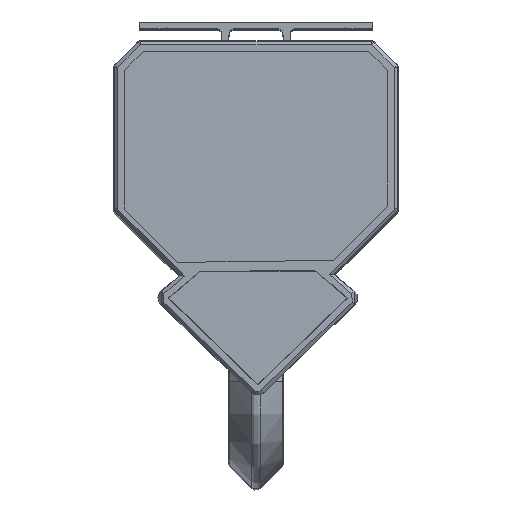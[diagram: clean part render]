
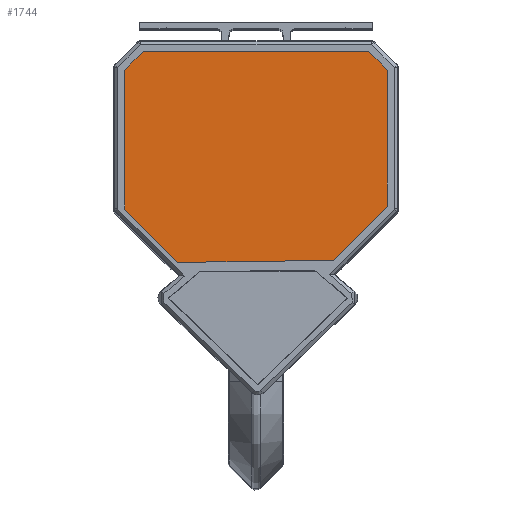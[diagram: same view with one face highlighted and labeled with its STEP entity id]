
A CAD part, top view. The second image highlights one B-rep face of the part: STEP entity #1744.
In plain terms, the highlighted planar face has unit normal (0, 0, 1).
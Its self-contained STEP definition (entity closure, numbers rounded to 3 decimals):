
#1744=ADVANCED_FACE('',(#2854),#2220,.T.);
#2220=PLANE('',#13896);
#2854=FACE_OUTER_BOUND('',#3656,.T.);
#3656=EDGE_LOOP('',(#7195,#7196,#7197,#7198,#7199,#7200,#7201,#7202));
#7195=ORIENTED_EDGE('',*,*,#10206,.T.);
#7196=ORIENTED_EDGE('',*,*,#10210,.T.);
#7197=ORIENTED_EDGE('',*,*,#10213,.T.);
#7198=ORIENTED_EDGE('',*,*,#10216,.T.);
#7199=ORIENTED_EDGE('',*,*,#10219,.T.);
#7200=ORIENTED_EDGE('',*,*,#10222,.T.);
#7201=ORIENTED_EDGE('',*,*,#10225,.T.);
#7202=ORIENTED_EDGE('',*,*,#10228,.T.);
#8430=VERTEX_POINT('',#29017);
#8431=VERTEX_POINT('',#29018);
#8434=VERTEX_POINT('',#29026);
#8436=VERTEX_POINT('',#29032);
#8438=VERTEX_POINT('',#29038);
#8440=VERTEX_POINT('',#29044);
#8442=VERTEX_POINT('',#29050);
#8444=VERTEX_POINT('',#29056);
#10206=EDGE_CURVE('',#8430,#8431,#11497,.T.);
#10210=EDGE_CURVE('',#8431,#8434,#11501,.T.);
#10213=EDGE_CURVE('',#8434,#8436,#11504,.T.);
#10216=EDGE_CURVE('',#8436,#8438,#11507,.T.);
#10219=EDGE_CURVE('',#8438,#8440,#11510,.T.);
#10222=EDGE_CURVE('',#8440,#8442,#11513,.T.);
#10225=EDGE_CURVE('',#8442,#8444,#11516,.T.);
#10228=EDGE_CURVE('',#8444,#8430,#11519,.T.);
#11497=LINE('',#29016,#12767);
#11501=LINE('',#29025,#12771);
#11504=LINE('',#29031,#12774);
#11507=LINE('',#29037,#12777);
#11510=LINE('',#29043,#12780);
#11513=LINE('',#29049,#12783);
#11516=LINE('',#29055,#12786);
#11519=LINE('',#29061,#12789);
#12767=VECTOR('',#17324,1.);
#12771=VECTOR('',#17330,1.);
#12774=VECTOR('',#17335,1.);
#12777=VECTOR('',#17340,1.);
#12780=VECTOR('',#17345,1.);
#12783=VECTOR('',#17350,1.);
#12786=VECTOR('',#17355,1.);
#12789=VECTOR('',#17360,1.);
#13896=AXIS2_PLACEMENT_3D('',#29065,#17366,#17367);
#17324=DIRECTION('',(0.,1.,0.));
#17330=DIRECTION('',(-0.707,0.707,0.));
#17335=DIRECTION('',(-1.,0.,0.));
#17340=DIRECTION('',(-0.707,-0.707,0.));
#17345=DIRECTION('',(0.,-1.,0.));
#17350=DIRECTION('',(0.707,-0.707,0.));
#17355=DIRECTION('',(1.,0.013,0.));
#17360=DIRECTION('',(0.707,0.707,0.));
#17366=DIRECTION('',(0.,0.,1.));
#17367=DIRECTION('',(1.,0.,0.));
#29016=CARTESIAN_POINT('',(483.135,553.247,921.5));
#29017=CARTESIAN_POINT('',(483.135,553.247,921.5));
#29018=CARTESIAN_POINT('',(483.135,586.821,921.5));
#29025=CARTESIAN_POINT('',(483.135,586.821,921.5));
#29026=CARTESIAN_POINT('',(478.497,591.459,921.5));
#29031=CARTESIAN_POINT('',(478.497,591.459,921.5));
#29032=CARTESIAN_POINT('',(422.823,591.459,921.5));
#29037=CARTESIAN_POINT('',(422.823,591.459,921.5));
#29038=CARTESIAN_POINT('',(418.184,586.821,921.5));
#29043=CARTESIAN_POINT('',(418.184,586.821,921.5));
#29044=CARTESIAN_POINT('',(418.184,552.539,921.5));
#29049=CARTESIAN_POINT('',(418.184,552.539,921.5));
#29050=CARTESIAN_POINT('',(431.364,539.36,921.5));
#29055=CARTESIAN_POINT('',(431.364,539.36,921.5));
#29056=CARTESIAN_POINT('',(469.743,539.855,921.5));
#29061=CARTESIAN_POINT('',(469.743,539.855,921.5));
#29065=CARTESIAN_POINT('',(483.135,591.459,921.5));
